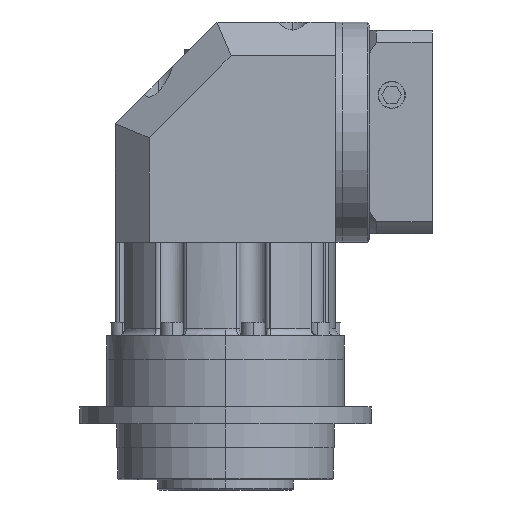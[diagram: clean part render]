
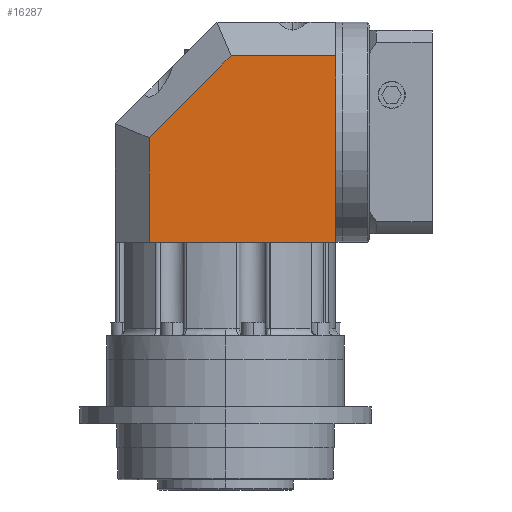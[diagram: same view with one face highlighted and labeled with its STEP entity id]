
A CAD part, left-side view. The second image highlights one B-rep face of the part: STEP entity #16287.
In plain terms, the highlighted planar face has unit normal (-1, 0, 0).
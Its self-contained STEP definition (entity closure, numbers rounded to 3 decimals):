
#144 = AXIS2_PLACEMENT_3D ( 'NONE', #1060, #2360, #11425 ) ;
#286 = DIRECTION ( 'NONE',  ( 0., 0., -1. ) ) ;
#1060 = CARTESIAN_POINT ( 'NONE',  ( -32.5, 32.5, 65. ) ) ;
#1346 = CARTESIAN_POINT ( 'NONE',  ( -32.5, 22.5, 65. ) ) ;
#1754 = ORIENTED_EDGE ( 'NONE', *, *, #6946, .F. ) ;
#1795 = VERTEX_POINT ( 'NONE', #5734 ) ;
#1831 = LINE ( 'NONE', #2323, #4904 ) ;
#2202 = VERTEX_POINT ( 'NONE', #8258 ) ;
#2323 = CARTESIAN_POINT ( 'NONE',  ( -32.5, 32.5, 55. ) ) ;
#2360 = DIRECTION ( 'NONE',  ( 1., 0., 0. ) ) ;
#2557 = EDGE_CURVE ( 'NONE', #1795, #6120, #1831, .T. ) ;
#2669 = DIRECTION ( 'NONE',  ( 0., 0., -1. ) ) ;
#2792 = FACE_OUTER_BOUND ( 'NONE', #8724, .T. ) ;
#3365 = VECTOR ( 'NONE', #14521, 1000. ) ;
#3981 = ORIENTED_EDGE ( 'NONE', *, *, #5516, .T. ) ;
#4270 = CARTESIAN_POINT ( 'NONE',  ( -32.5, 22.5, 30.858 ) ) ;
#4699 = LINE ( 'NONE', #13440, #11556 ) ;
#4904 = VECTOR ( 'NONE', #12689, 1000. ) ;
#5417 = VERTEX_POINT ( 'NONE', #9127 ) ;
#5516 = EDGE_CURVE ( 'NONE', #5417, #13509, #13713, .T. ) ;
#5734 = CARTESIAN_POINT ( 'NONE',  ( -32.5, -32.5, 55. ) ) ;
#6120 = VERTEX_POINT ( 'NONE', #7334 ) ;
#6307 = EDGE_CURVE ( 'NONE', #1795, #2202, #6364, .T. ) ;
#6364 = LINE ( 'NONE', #15826, #8967 ) ;
#6741 = LINE ( 'NONE', #12338, #12783 ) ;
#6946 = EDGE_CURVE ( 'NONE', #2202, #13509, #6741, .T. ) ;
#7080 = ORIENTED_EDGE ( 'NONE', *, *, #13298, .T. ) ;
#7334 = CARTESIAN_POINT ( 'NONE',  ( -32.5, -1.642, 55. ) ) ;
#8111 = EDGE_CURVE ( 'NONE', #11771, #5417, #10494, .T. ) ;
#8258 = CARTESIAN_POINT ( 'NONE',  ( -32.5, -32.5, 32.5 ) ) ;
#8724 = EDGE_LOOP ( 'NONE', ( #10093, #13529, #7080, #10475, #3981, #1754 ) ) ;
#8836 = PLANE ( 'NONE',  #144 ) ;
#8967 = VECTOR ( 'NONE', #286, 1000. ) ;
#9127 = CARTESIAN_POINT ( 'NONE',  ( -32.5, 22.5, 0. ) ) ;
#9549 = DIRECTION ( 'NONE',  ( 0., 0.707, -0.707 ) ) ;
#10093 = ORIENTED_EDGE ( 'NONE', *, *, #6307, .F. ) ;
#10113 = VECTOR ( 'NONE', #2669, 1000. ) ;
#10475 = ORIENTED_EDGE ( 'NONE', *, *, #8111, .T. ) ;
#10494 = LINE ( 'NONE', #1346, #10113 ) ;
#11425 = DIRECTION ( 'NONE',  ( 0., 0., -1. ) ) ;
#11556 = VECTOR ( 'NONE', #9549, 1000. ) ;
#11771 = VERTEX_POINT ( 'NONE', #4270 ) ;
#12164 = CARTESIAN_POINT ( 'NONE',  ( -32.5, -32.5, 0. ) ) ;
#12338 = CARTESIAN_POINT ( 'NONE',  ( -32.5, -32.5, 65. ) ) ;
#12689 = DIRECTION ( 'NONE',  ( 0., 1., 0. ) ) ;
#12783 = VECTOR ( 'NONE', #13662, 1000. ) ;
#13180 = CARTESIAN_POINT ( 'NONE',  ( -32.5, 32.5, 0. ) ) ;
#13298 = EDGE_CURVE ( 'NONE', #6120, #11771, #4699, .T. ) ;
#13440 = CARTESIAN_POINT ( 'NONE',  ( -32.5, 25.429, 27.929 ) ) ;
#13509 = VERTEX_POINT ( 'NONE', #12164 ) ;
#13529 = ORIENTED_EDGE ( 'NONE', *, *, #2557, .T. ) ;
#13662 = DIRECTION ( 'NONE',  ( 0., 0., -1. ) ) ;
#13713 = LINE ( 'NONE', #13180, #3365 ) ;
#14521 = DIRECTION ( 'NONE',  ( 0., -1., 0. ) ) ;
#15826 = CARTESIAN_POINT ( 'NONE',  ( -32.5, -32.5, 65. ) ) ;
#16287 = ADVANCED_FACE ( 'NONE', ( #2792 ), #8836, .F. ) ;
